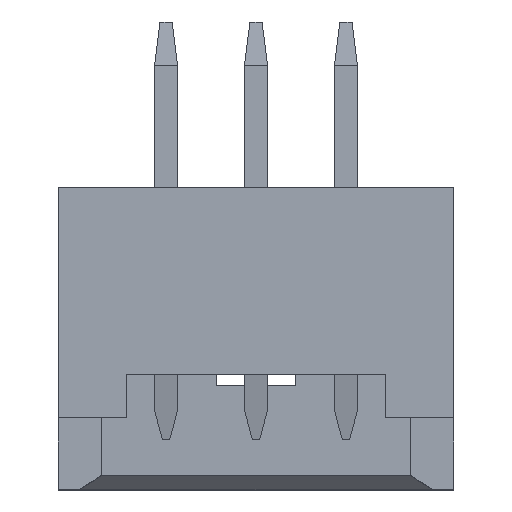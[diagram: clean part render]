
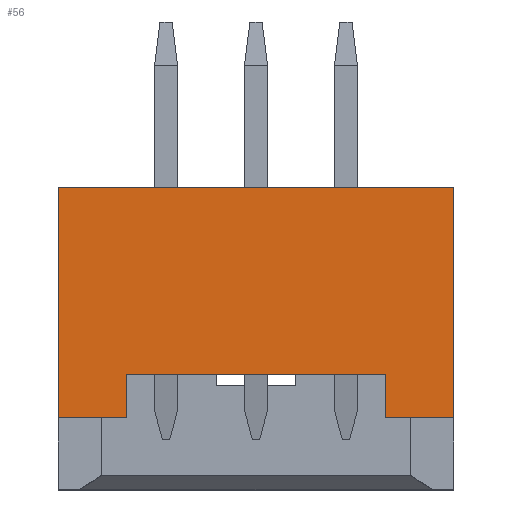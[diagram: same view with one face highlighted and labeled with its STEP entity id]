
A CAD part, top view. The second image highlights one B-rep face of the part: STEP entity #56.
In plain terms, the highlighted planar face has unit normal (0, 0, 1).
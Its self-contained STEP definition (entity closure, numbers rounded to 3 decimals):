
#56=ADVANCED_FACE('',(#166),#167,.T.);
#166=FACE_OUTER_BOUND('',#375,.T.);
#167=PLANE('',#376);
#375=EDGE_LOOP('',(#634,#635,#636,#637,#638,#639,#640,#641));
#376=AXIS2_PLACEMENT_3D('',#642,#643,#644);
#634=ORIENTED_EDGE('',*,*,#1432,.T.);
#635=ORIENTED_EDGE('',*,*,#1433,.T.);
#636=ORIENTED_EDGE('',*,*,#1434,.T.);
#637=ORIENTED_EDGE('',*,*,#1435,.T.);
#638=ORIENTED_EDGE('',*,*,#1436,.T.);
#639=ORIENTED_EDGE('',*,*,#1437,.T.);
#640=ORIENTED_EDGE('',*,*,#1438,.T.);
#641=ORIENTED_EDGE('',*,*,#1439,.T.);
#642=CARTESIAN_POINT('',(0.0,0.0,3.2));
#643=DIRECTION('',(0.0,0.0,1.0));
#644=DIRECTION('',(1.0,0.0,0.0));
#1432=EDGE_CURVE('',#1730,#1731,#1732,.T.);
#1433=EDGE_CURVE('',#1731,#1733,#1734,.T.);
#1434=EDGE_CURVE('',#1733,#1735,#1736,.T.);
#1435=EDGE_CURVE('',#1735,#1737,#1738,.T.);
#1436=EDGE_CURVE('',#1737,#1739,#1740,.T.);
#1437=EDGE_CURVE('',#1739,#1741,#1742,.T.);
#1438=EDGE_CURVE('',#1741,#1743,#1744,.T.);
#1439=EDGE_CURVE('',#1743,#1730,#1745,.T.);
#1730=VERTEX_POINT('',#2186);
#1731=VERTEX_POINT('',#2187);
#1732=LINE('',#2188,#2189);
#1733=VERTEX_POINT('',#2190);
#1734=LINE('',#2191,#2192);
#1735=VERTEX_POINT('',#2193);
#1736=LINE('',#2194,#2195);
#1737=VERTEX_POINT('',#2196);
#1738=LINE('',#2197,#2198);
#1739=VERTEX_POINT('',#2199);
#1740=LINE('',#2200,#2201);
#1741=VERTEX_POINT('',#2202);
#1742=LINE('',#2203,#2204);
#1743=VERTEX_POINT('',#2205);
#1744=LINE('',#2206,#2207);
#1745=LINE('',#2208,#2209);
#2186=CARTESIAN_POINT('',(-2.75,5.2,3.2));
#2187=CARTESIAN_POINT('',(-2.75,2.0,3.2));
#2188=CARTESIAN_POINT('',(-2.75,5.2,3.2));
#2189=VECTOR('',#2804,1.0);
#2190=CARTESIAN_POINT('',(-1.8,2.0,3.2));
#2191=CARTESIAN_POINT('',(-2.75,2.0,3.2));
#2192=VECTOR('',#2805,1.0);
#2193=CARTESIAN_POINT('',(-1.8,2.6,3.2));
#2194=CARTESIAN_POINT('',(-1.8,2.0,3.2));
#2195=VECTOR('',#2806,1.0);
#2196=CARTESIAN_POINT('',(1.8,2.6,3.2));
#2197=CARTESIAN_POINT('',(-1.8,2.6,3.2));
#2198=VECTOR('',#2807,1.0);
#2199=CARTESIAN_POINT('',(1.8,2.0,3.2));
#2200=CARTESIAN_POINT('',(1.8,2.6,3.2));
#2201=VECTOR('',#2808,1.0);
#2202=CARTESIAN_POINT('',(2.75,2.0,3.2));
#2203=CARTESIAN_POINT('',(1.8,2.0,3.2));
#2204=VECTOR('',#2809,1.0);
#2205=CARTESIAN_POINT('',(2.75,5.2,3.2));
#2206=CARTESIAN_POINT('',(2.75,1.0,3.2));
#2207=VECTOR('',#2810,1.0);
#2208=CARTESIAN_POINT('',(2.75,5.2,3.2));
#2209=VECTOR('',#2811,1.0);
#2804=DIRECTION('',(0.,-1.0,0.0));
#2805=DIRECTION('',(1.0,0.,0.0));
#2806=DIRECTION('',(0.0,1.0,0.0));
#2807=DIRECTION('',(1.0,0.,0.0));
#2808=DIRECTION('',(0.0,-1.0,0.0));
#2809=DIRECTION('',(1.0,0.,0.0));
#2810=DIRECTION('',(0.,1.0,0.0));
#2811=DIRECTION('',(-1.0,0.0,0.0));
